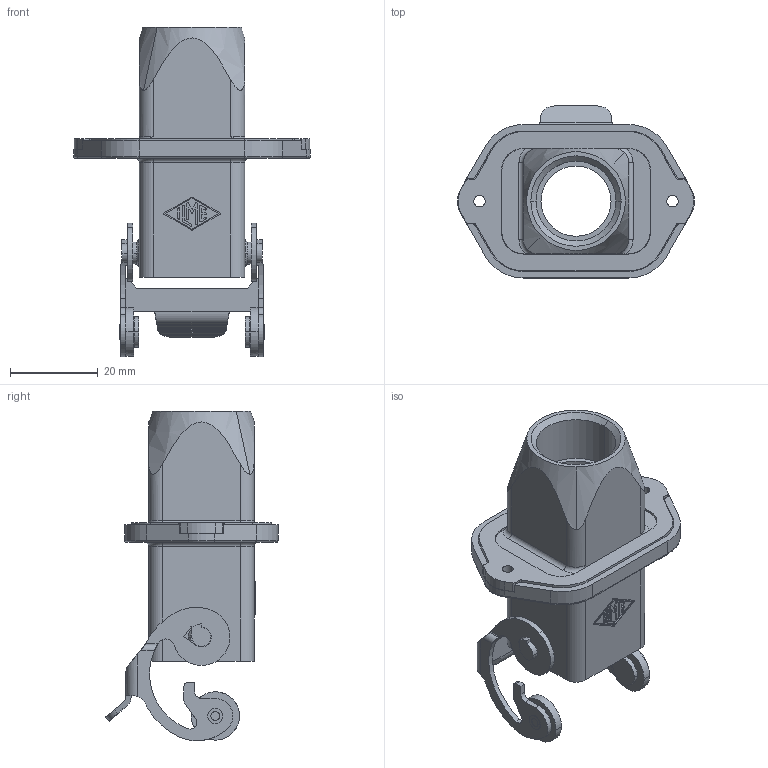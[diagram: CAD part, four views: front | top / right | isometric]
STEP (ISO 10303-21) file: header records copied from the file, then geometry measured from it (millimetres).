
FILE_DESCRIPTION(('Creo Elements/Direct Modeling STEP Export'),'2;1');
FILE_NAME('37jbk2e5hr78c131716','2022-03-22T14:33:32',(''),(''),'Creo Elements/Direct Modeling STEP processor for AP214 (Solid Model)','Creo Elements/Direct Modeling 20.1B 02-Apr-2019 (C) Parametric Technology GmbH','');
FILE_SCHEMA(('AUTOMOTIVE_DESIGN { 1 0 10303 214 1 1 1 1 }'));
Length unit declared in the file: millimetre
Products named in the file (2): MKA_IVG20; MKAX_IVG20
Assembly tree (1 placements, depth 2):
  MKAX_IVG20
    MKA_IVG20
Bounding box: 54 x 39.3 x 75.16 mm (x, y, z)
Volume: 14826.1 mm3; surface area: 16049.9 mm2
Topology: 1 solids, 1 shells, 454 faces, 1245 edges, 798 vertices
Faces by surface type: plane 229, cylinder 185, torus 16, cone 11, bspline 8, extrusion 5
Entity records: 18852 total; most frequent: CARTESIAN_POINT 5834, ORIENTED_EDGE 2488, DIRECTION 2257, EDGE_CURVE 1244, VERTEX_POINT 798, AXIS2_PLACEMENT_3D 762, VECTOR 733, LINE 728
